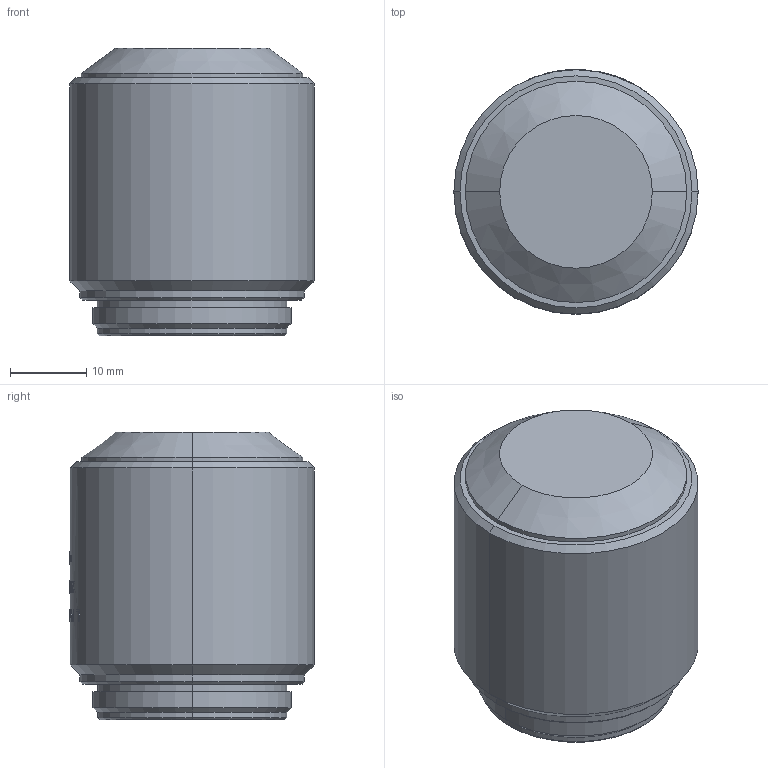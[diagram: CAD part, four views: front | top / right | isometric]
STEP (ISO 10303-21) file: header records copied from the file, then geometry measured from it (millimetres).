
FILE_DESCRIPTION (( 'STEP AP203' ), '1' );
FILE_NAME ('690117.STEP', '2025-07-14T08:53:23', ( '' ), ( '' ), 'SwSTEP 2.0', 'SolidWorks 2020', '' );
FILE_SCHEMA (( 'CONFIG_CONTROL_DESIGN' ));
Length unit declared in the file: millimetre
Products named in the file (1): 690117
Bounding box: 32 x 32.05 x 37.7 mm (x, y, z)
Volume: 27483.3 mm3; surface area: 4955.7 mm2
Topology: 1 solids, 1 shells, 350 faces, 887 edges, 586 vertices
Faces by surface type: plane 157, bspline 125, cylinder 56, cone 12
Entity records: 26696 total; most frequent: CARTESIAN_POINT 19155, ORIENTED_EDGE 1774, DIRECTION 1128, EDGE_CURVE 887, VERTEX_POINT 586, AXIS2_PLACEMENT_3D 424, B_SPLINE_CURVE_WITH_KNOTS 409, EDGE_LOOP 397
